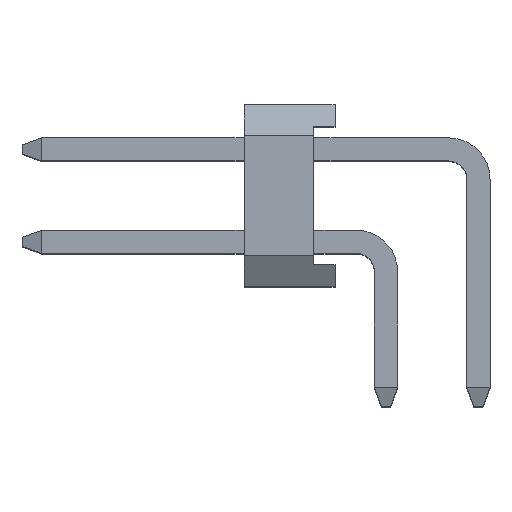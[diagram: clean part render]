
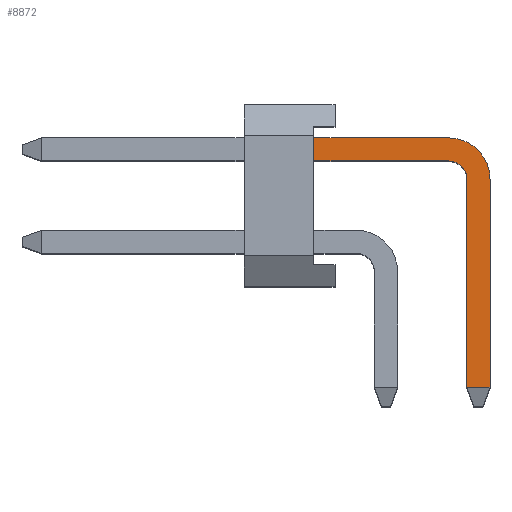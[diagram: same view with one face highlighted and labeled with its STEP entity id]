
A CAD part, top view. The second image highlights one B-rep face of the part: STEP entity #8872.
In plain terms, the highlighted planar face has unit normal (0, 0, 1).
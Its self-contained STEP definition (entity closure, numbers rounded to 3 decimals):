
#2788=DIRECTION('',(0.,1.,0.));
#2789=VECTOR('',#2788,0.619);
#2790=CARTESIAN_POINT('',(-0.883,0.961,-0.953));
#2791=LINE('',#2790,#2789);
#2800=DIRECTION('',(-1.,0.,0.));
#2801=VECTOR('',#2800,3.952);
#2802=CARTESIAN_POINT('',(3.123,0.953,-0.953));
#2803=LINE('',#2802,#2801);
#2804=CARTESIAN_POINT('',(3.123,0.453,-0.953));
#2805=DIRECTION('',(0.,0.,-1.));
#2806=DIRECTION('',(0.,1.,0.));
#2807=AXIS2_PLACEMENT_3D('',#2804,#2805,#2806);
#2809=CARTESIAN_POINT('',(-0.9,0.661,-0.953));
#2810=DIRECTION('',(0.,0.,-1.));
#2811=DIRECTION('',(0.058,0.998,0.));
#2812=AXIS2_PLACEMENT_3D('',#2809,#2810,#2811);
#2814=CARTESIAN_POINT('',(-0.9,1.879,-0.953));
#2815=DIRECTION('',(0.,0.,-1.));
#2816=DIRECTION('',(0.236,-0.972,0.));
#2817=AXIS2_PLACEMENT_3D('',#2814,#2815,#2816);
#2819=DIRECTION('',(-1.,0.,0.));
#2820=VECTOR('',#2819,3.952);
#2821=CARTESIAN_POINT('',(3.123,1.588,-0.953));
#2822=LINE('',#2821,#2820);
#2823=CARTESIAN_POINT('',(3.123,0.453,-0.953));
#2824=DIRECTION('',(0.,0.,1.));
#2825=DIRECTION('',(1.,0.,0.));
#2826=AXIS2_PLACEMENT_3D('',#2823,#2824,#2825);
#2828=DIRECTION('',(0.,1.,0.));
#2829=VECTOR('',#2828,5.724);
#2830=CARTESIAN_POINT('',(4.258,-5.271,-0.953));
#2831=LINE('',#2830,#2829);
#2832=DIRECTION('',(0.,1.,0.));
#2833=VECTOR('',#2832,5.724);
#2834=CARTESIAN_POINT('',(3.623,-5.271,-0.953));
#2835=LINE('',#2834,#2833);
#2900=DIRECTION('',(-1.,0.,0.));
#2901=VECTOR('',#2900,0.635);
#2902=CARTESIAN_POINT('',(4.258,-5.271,-0.953));
#2903=LINE('',#2902,#2901);
#2949=CARTESIAN_POINT('',(-0.883,1.58,-0.953));
#4382=VERTEX_POINT('',#2949);
#4383=CARTESIAN_POINT('',(-0.829,1.588,-0.953));
#4384=VERTEX_POINT('',#4383);
#4389=CARTESIAN_POINT('',(-0.829,0.953,-0.953));
#4390=VERTEX_POINT('',#4389);
#4391=CARTESIAN_POINT('',(-0.883,0.961,-0.953));
#4392=VERTEX_POINT('',#4391);
#4956=CARTESIAN_POINT('',(4.258,-5.271,-0.953));
#4957=VERTEX_POINT('',#4956);
#4966=CARTESIAN_POINT('',(3.623,-5.271,-0.953));
#4967=VERTEX_POINT('',#4966);
#4968=CARTESIAN_POINT('',(3.123,0.953,-0.953));
#4969=VERTEX_POINT('',#4968);
#4970=CARTESIAN_POINT('',(3.623,0.453,-0.953));
#4971=VERTEX_POINT('',#4970);
#4972=CARTESIAN_POINT('',(4.258,0.453,-0.953));
#4973=VERTEX_POINT('',#4972);
#4974=CARTESIAN_POINT('',(3.123,1.588,-0.953));
#4975=VERTEX_POINT('',#4974);
#8848=CARTESIAN_POINT('',(3.123,0.453,-0.953));
#8849=DIRECTION('',(0.,0.,1.));
#8850=DIRECTION('',(1.,0.,0.));
#8851=AXIS2_PLACEMENT_3D('',#8848,#8849,#8850);
#8852=PLANE('',#8851);
#8854=ORIENTED_EDGE('',*,*,#8853,.T.);
#8856=ORIENTED_EDGE('',*,*,#8855,.F.);
#8857=ORIENTED_EDGE('',*,*,#8838,.T.);
#8858=ORIENTED_EDGE('',*,*,#8828,.F.);
#8859=ORIENTED_EDGE('',*,*,#8810,.T.);
#8861=ORIENTED_EDGE('',*,*,#8860,.F.);
#8863=ORIENTED_EDGE('',*,*,#8862,.F.);
#8865=ORIENTED_EDGE('',*,*,#8864,.F.);
#8867=ORIENTED_EDGE('',*,*,#8866,.F.);
#8869=ORIENTED_EDGE('',*,*,#8868,.T.);
#8870=EDGE_LOOP('',(#8854,#8856,#8857,#8858,#8859,#8861,#8863,#8865,#8867,
#8869));
#8871=FACE_OUTER_BOUND('',#8870,.F.);
#8872=ADVANCED_FACE('',(#8871),#8852,.T.);
#2808=CIRCLE('',#2807,0.5);
#2813=CIRCLE('',#2812,0.3);
#2818=CIRCLE('',#2817,0.3);
#2827=CIRCLE('',#2826,1.135);
#8810=EDGE_CURVE('',#4392,#4382,#2791,.T.);
#8828=EDGE_CURVE('',#4392,#4390,#2813,.T.);
#8838=EDGE_CURVE('',#4969,#4390,#2803,.T.);
#8853=EDGE_CURVE('',#4967,#4971,#2835,.T.);
#8855=EDGE_CURVE('',#4969,#4971,#2808,.T.);
#8860=EDGE_CURVE('',#4384,#4382,#2818,.T.);
#8862=EDGE_CURVE('',#4975,#4384,#2822,.T.);
#8864=EDGE_CURVE('',#4973,#4975,#2827,.T.);
#8866=EDGE_CURVE('',#4957,#4973,#2831,.T.);
#8868=EDGE_CURVE('',#4957,#4967,#2903,.T.);
